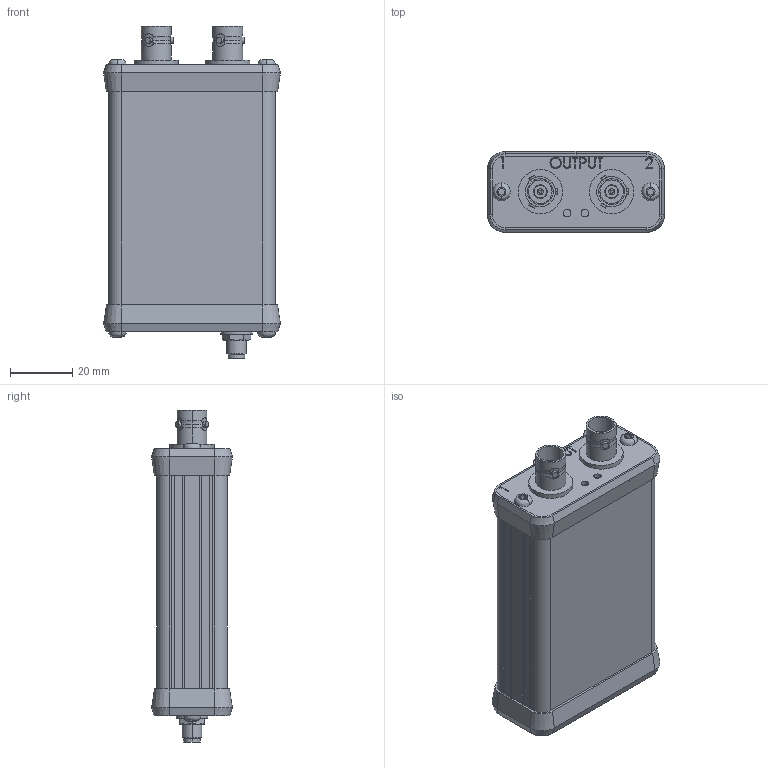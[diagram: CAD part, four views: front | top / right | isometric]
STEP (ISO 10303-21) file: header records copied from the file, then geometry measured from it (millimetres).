
FILE_DESCRIPTION (( 'STEP AP203' ), '1' );
FILE_NAME ('Leo Bodnar GPS DO.STEP', '2023-10-09T11:43:00', ( '' ), ( '' ), 'SwSTEP 2.0', 'SolidWorks 2021', '' );
FILE_SCHEMA (( 'CONFIG_CONTROL_DESIGN' ));
Length unit declared in the file: millimetre
Products named in the file (7): DC Power Jack 5.5mm x 2.1mm; GPS DO Case; USB type-B female PCB; Leo Bodnar GPS DO; BNC Socket Panel Mount; m3 X 8 hex_socket_button_head; SMA(F) Pigtail
Assembly tree (10 placements, depth 2):
  Leo Bodnar GPS DO
    GPS DO Case
    BNC Socket Panel Mount  x2
    m3 X 8 hex_socket_button_head  x4
    SMA(F) Pigtail
    USB type-B female PCB
    DC Power Jack 5.5mm x 2.1mm
Bounding box: 56.9 x 26 x 106.9 mm (x, y, z)
Volume: 107625.6 mm3; surface area: 32985.6 mm2
Topology: 15 solids, 29 shells, 1166 faces, 2915 edges, 1850 vertices
Faces by surface type: plane 600, cylinder 267, bspline 199, torus 56, cone 40, sphere 4
Entity records: 40264 total; most frequent: CARTESIAN_POINT 16254, ORIENTED_EDGE 5080, DIRECTION 4286, EDGE_CURVE 2542, VERTEX_POINT 1611, LINE 1540, VECTOR 1540, AXIS2_PLACEMENT_3D 1373
